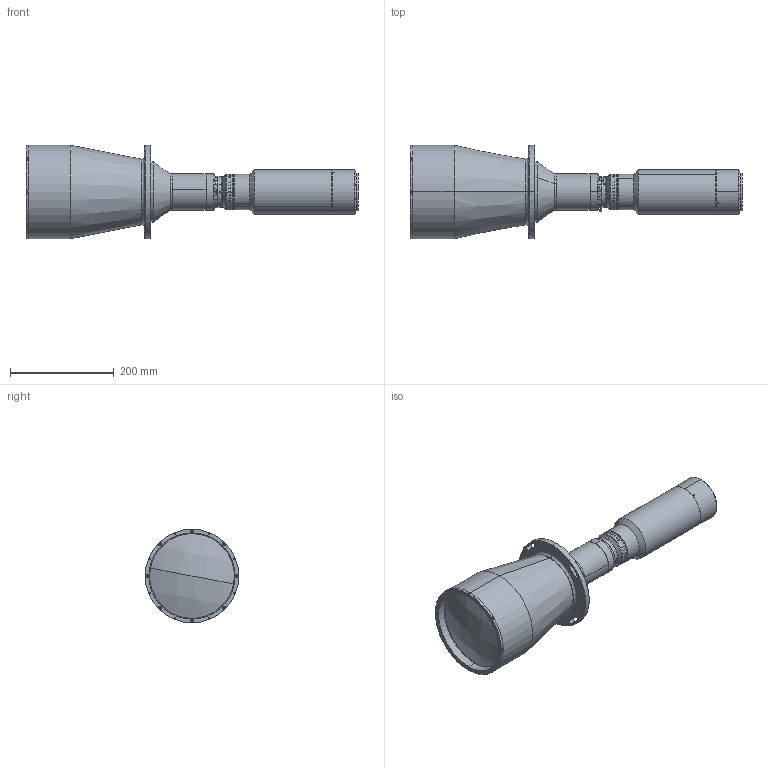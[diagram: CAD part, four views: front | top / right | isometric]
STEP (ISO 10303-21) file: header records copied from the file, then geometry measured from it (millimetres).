
FILE_DESCRIPTION (( 'STEP AP203' ), '1' );
FILE_NAME ('XF-PTL15262-M72-11.48-VI.STEP', '2019-06-14T02:53:08', ( 'canrill005' ), ( '' ), 'SwSTEP 2.0', 'SolidWorks 2014', '' );
FILE_SCHEMA (( 'CONFIG_CONTROL_DESIGN' ));
Length unit declared in the file: millimetre
Products named in the file (2): XF-PTL15262-M72-11.48-VI
Bounding box: 638.82 x 180 x 180 mm (x, y, z)
Surface area: 332869 mm2 (no closed solid volume)
Topology: 0 solids, 86 shells, 393 faces, 2189 edges, 1853 vertices
Faces by surface type: cylinder 221, plane 95, cone 64, torus 8, bspline 3, sphere 2
Entity records: 33070 total; most frequent: CARTESIAN_POINT 16605, DIRECTION 3276, ORIENTED_EDGE 2883, EDGE_CURVE 2181, VERTEX_POINT 1853, AXIS2_PLACEMENT_3D 1269, CIRCLE 877, VECTOR 738
